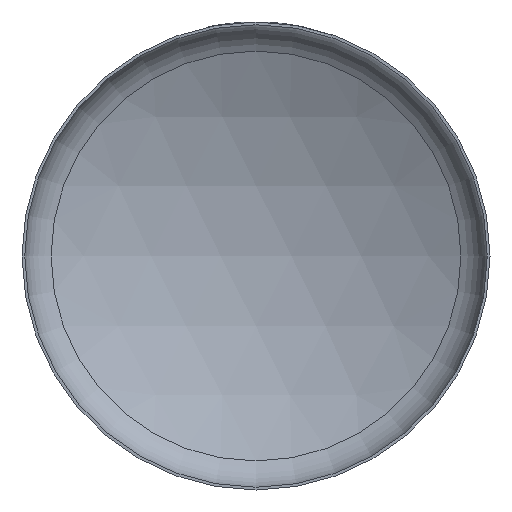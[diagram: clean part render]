
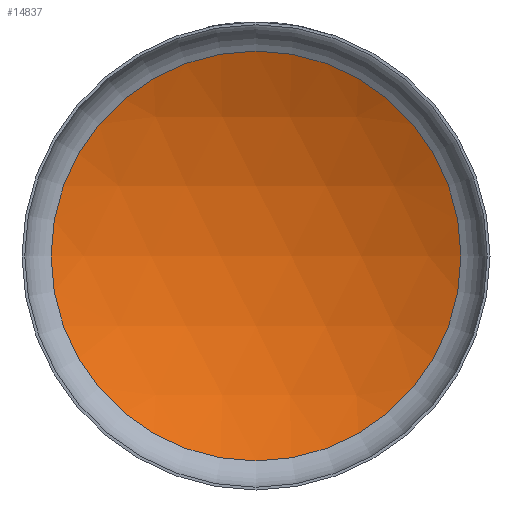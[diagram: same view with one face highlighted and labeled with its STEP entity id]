
A CAD part, front view. The second image highlights one B-rep face of the part: STEP entity #14837.
In plain terms, the highlighted spherical face has radius 508 mm.
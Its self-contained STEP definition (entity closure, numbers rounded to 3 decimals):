
#806 = DIRECTION ( 'NONE',  ( 0., 0., 1. ) ) ;
#6433 = EDGE_LOOP ( 'NONE', ( #9147 ) ) ;
#9147 = ORIENTED_EDGE ( 'NONE', *, *, #16227, .T. ) ;
#10569 = CARTESIAN_POINT ( 'NONE',  ( 0., 60.671, 0. ) ) ;
#11125 = AXIS2_PLACEMENT_3D ( 'NONE', #10569, #28541, #15501 ) ;
#14260 = FACE_OUTER_BOUND ( 'NONE', #6433, .T. ) ;
#14837 = ADVANCED_FACE ( 'NONE', ( #14260 ), #27918, .F. ) ;
#15501 = DIRECTION ( 'NONE',  ( 0., 0., -1. ) ) ;
#16227 = EDGE_CURVE ( 'NONE', #23065, #23065, #29086, .T. ) ;
#17694 = CARTESIAN_POINT ( 'NONE',  ( 0., 60.671, -222.444 ) ) ;
#19522 = AXIS2_PLACEMENT_3D ( 'NONE', #21277, #806, #21158 ) ;
#21158 = DIRECTION ( 'NONE',  ( 1., 0., 0. ) ) ;
#21277 = CARTESIAN_POINT ( 'NONE',  ( 0., -396.037, 0. ) ) ;
#23065 = VERTEX_POINT ( 'NONE', #17694 ) ;
#27918 = SPHERICAL_SURFACE ( 'NONE', #19522, 508. ) ;
#28541 = DIRECTION ( 'NONE',  ( 0., -1., 0. ) ) ;
#29086 = CIRCLE ( 'NONE', #11125, 222.444 ) ;
